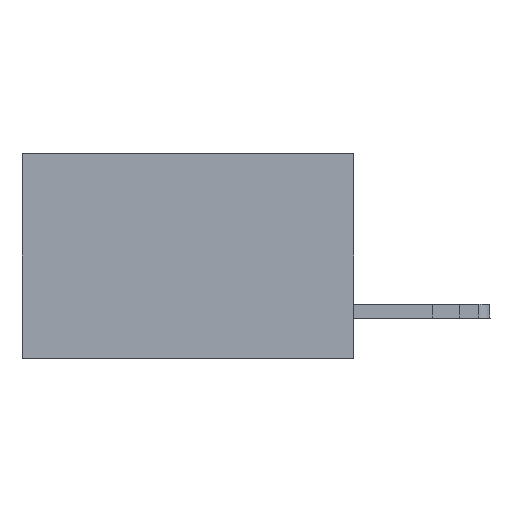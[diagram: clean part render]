
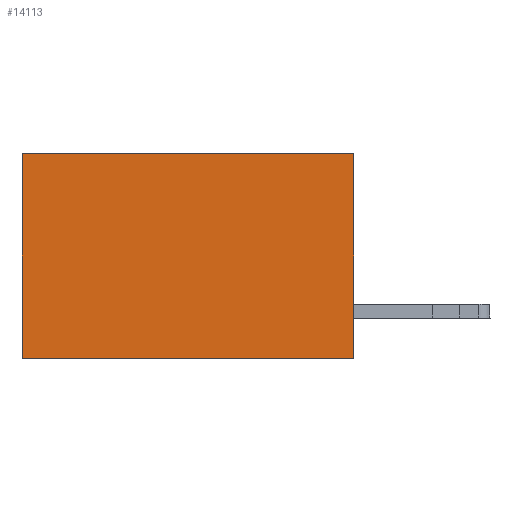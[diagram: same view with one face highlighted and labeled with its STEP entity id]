
A CAD part, left-side view. The second image highlights one B-rep face of the part: STEP entity #14113.
In plain terms, the highlighted planar face has unit normal (-1, 0, 0).
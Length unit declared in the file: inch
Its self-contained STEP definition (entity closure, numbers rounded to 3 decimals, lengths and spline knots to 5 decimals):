
#292 = EDGE_CURVE ( 'NONE', #17603, #1517, #7504, .T. ) ;
#440 = CARTESIAN_POINT ( 'NONE',  ( 0.2875, 0., 0. ) ) ;
#550 = ORIENTED_EDGE ( 'NONE', *, *, #5226, .T. ) ;
#600 = CARTESIAN_POINT ( 'NONE',  ( 0.2875, 0., 0. ) ) ;
#1517 = VERTEX_POINT ( 'NONE', #5444 ) ;
#1717 = VERTEX_POINT ( 'NONE', #4591 ) ;
#2377 = FACE_OUTER_BOUND ( 'NONE', #10612, .T. ) ;
#3249 = CARTESIAN_POINT ( 'NONE',  ( 0.2875, 0., 0. ) ) ;
#3453 = ORIENTED_EDGE ( 'NONE', *, *, #8192, .F. ) ;
#3735 = VECTOR ( 'NONE', #8868, 39.37008 ) ;
#4343 = DIRECTION ( 'NONE',  ( 0., 1., 0. ) ) ;
#4591 = CARTESIAN_POINT ( 'NONE',  ( 0.2875, 0.6, 0. ) ) ;
#4822 = DIRECTION ( 'NONE',  ( 1., 0., 0. ) ) ;
#5143 = CARTESIAN_POINT ( 'NONE',  ( 0.2875, 0., 0. ) ) ;
#5226 = EDGE_CURVE ( 'NONE', #17603, #1717, #12974, .T. ) ;
#5444 = CARTESIAN_POINT ( 'NONE',  ( 0.2875, 0., -0.37 ) ) ;
#5777 = VECTOR ( 'NONE', #15076, 39.37008 ) ;
#7504 = LINE ( 'NONE', #600, #3735 ) ;
#8192 = EDGE_CURVE ( 'NONE', #1517, #12299, #9577, .T. ) ;
#8641 = EDGE_CURVE ( 'NONE', #1717, #12299, #9559, .T. ) ;
#8868 = DIRECTION ( 'NONE',  ( 0., 0., -1. ) ) ;
#9559 = LINE ( 'NONE', #10826, #5777 ) ;
#9577 = LINE ( 'NONE', #14175, #12886 ) ;
#10332 = DIRECTION ( 'NONE',  ( 0., 1., 0. ) ) ;
#10612 = EDGE_LOOP ( 'NONE', ( #17856, #3453, #12368, #550 ) ) ;
#10826 = CARTESIAN_POINT ( 'NONE',  ( 0.2875, 0.6, 0. ) ) ;
#12299 = VERTEX_POINT ( 'NONE', #16602 ) ;
#12368 = ORIENTED_EDGE ( 'NONE', *, *, #292, .F. ) ;
#12530 = VECTOR ( 'NONE', #10332, 39.37008 ) ;
#12886 = VECTOR ( 'NONE', #4343, 39.37008 ) ;
#12974 = LINE ( 'NONE', #3249, #12530 ) ;
#14113 = ADVANCED_FACE ( 'NONE', ( #2377 ), #16014, .F. ) ;
#14175 = CARTESIAN_POINT ( 'NONE',  ( 0.2875, 0., -0.37 ) ) ;
#14703 = DIRECTION ( 'NONE',  ( 0., 0., -1. ) ) ;
#15076 = DIRECTION ( 'NONE',  ( 0., 0., -1. ) ) ;
#16014 = PLANE ( 'NONE',  #17781 ) ;
#16602 = CARTESIAN_POINT ( 'NONE',  ( 0.2875, 0.6, -0.37 ) ) ;
#17603 = VERTEX_POINT ( 'NONE', #5143 ) ;
#17781 = AXIS2_PLACEMENT_3D ( 'NONE', #440, #4822, #14703 ) ;
#17856 = ORIENTED_EDGE ( 'NONE', *, *, #8641, .T. ) ;
